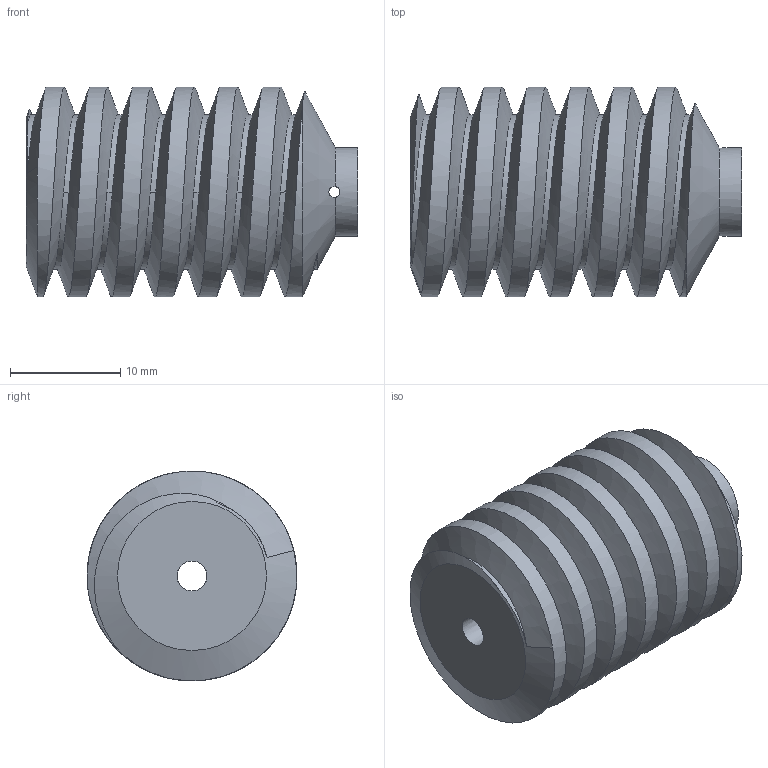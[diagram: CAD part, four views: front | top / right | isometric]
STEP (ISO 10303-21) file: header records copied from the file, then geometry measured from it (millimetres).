
FILE_DESCRIPTION(/* description */ (''),/* implementation_level */ '2;1');
FILE_NAME(/* name */ 'Schnecke2.stp',/* time_stamp */ '2024-08-29T12:55:46+02:00',/* author */ ('diederichbenedict'),/* organization */ (''),/* preprocessor_version */ 'ST-DEVELOPER v20',/* originating_system */ 'Autodesk Inventor 2024',/* authorisation */ '');
FILE_SCHEMA (('AUTOMOTIVE_DESIGN { 1 0 10303 214 3 1 1 }'));
Length unit declared in the file: millimetre
Products named in the file (1): Schnecke
Bounding box: 30 x 19 x 19 mm (x, y, z)
Volume: 6152.6 mm3; surface area: 3329.5 mm2
Topology: 1 solids, 1 shells, 24 faces, 73 edges, 49 vertices
Faces by surface type: cylinder 17, cone 3, bspline 2, plane 2
Full cylindrical faces by diameter (mm): 1 x2, 8 x1, 14 x5, 19 x5
Entity records: 2614 total; most frequent: CARTESIAN_POINT 1984, ORIENTED_EDGE 146, DIRECTION 86, EDGE_CURVE 73, VERTEX_POINT 49, B_SPLINE_CURVE_WITH_KNOTS 44, AXIS2_PLACEMENT_3D 34, EDGE_LOOP 28
